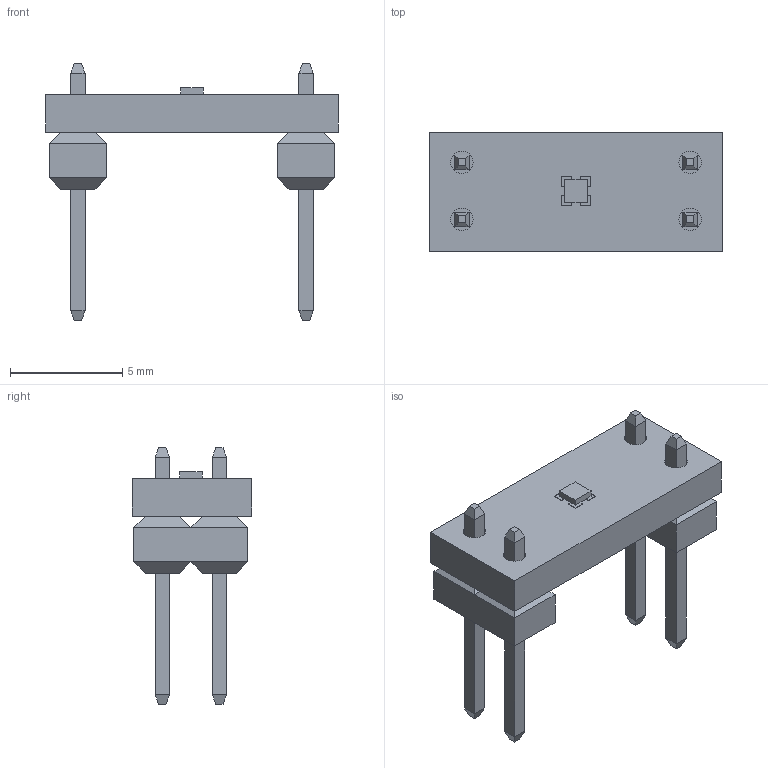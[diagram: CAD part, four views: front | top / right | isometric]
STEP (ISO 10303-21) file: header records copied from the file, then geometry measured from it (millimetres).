
FILE_DESCRIPTION(/* description */ (''),/* implementation_level */ '2;1');
FILE_NAME(/* name */ '91d947fa-9db8-47b2-97e1-b16114b6e549.stp',/* time_stamp */ '2021-01-12T03:16:08+00:00',/* author */ (''),/* organization */ (''),/* preprocessor_version */ 'ST-DEVELOPER v18.1',/* originating_system */ 'Autodesk Translation Framework v9.7.1.1290',/* authorisation */ '');
FILE_SCHEMA (('AUTOMOTIVE_DESIGN { 1 0 10303 214 3 1 1 }'));
Length unit declared in the file: millimetre
Products named in the file (5): 91d947fa-9db8-47b2-97e1-b16114b6e549; PCB Component; Board; SML-LX0404SIUPGUSB; PTH VERT MALE
Assembly tree (5 placements, depth 3):
  91d947fa-9db8-47b2-97e1-b16114b6e549
    PCB Component
      Board
      SML-LX0404SIUPGUSB
      PTH VERT MALE  x2
Bounding box: 13 x 5.3 x 11.43 mm (x, y, z)
Volume: 180.6 mm3; surface area: 416.4 mm2
Topology: 4 solids, 4 shells, 160 faces, 360 edges, 216 vertices
Faces by surface type: plane 156, cylinder 4
Full cylindrical faces by diameter (mm): 1 x4
Entity records: 3020 total; most frequent: CARTESIAN_POINT 480, ORIENTED_EDGE 460, DIRECTION 458, EDGE_CURVE 230, LINE 222, VECTOR 222, VERTEX_POINT 140, AXIS2_PLACEMENT_3D 118
